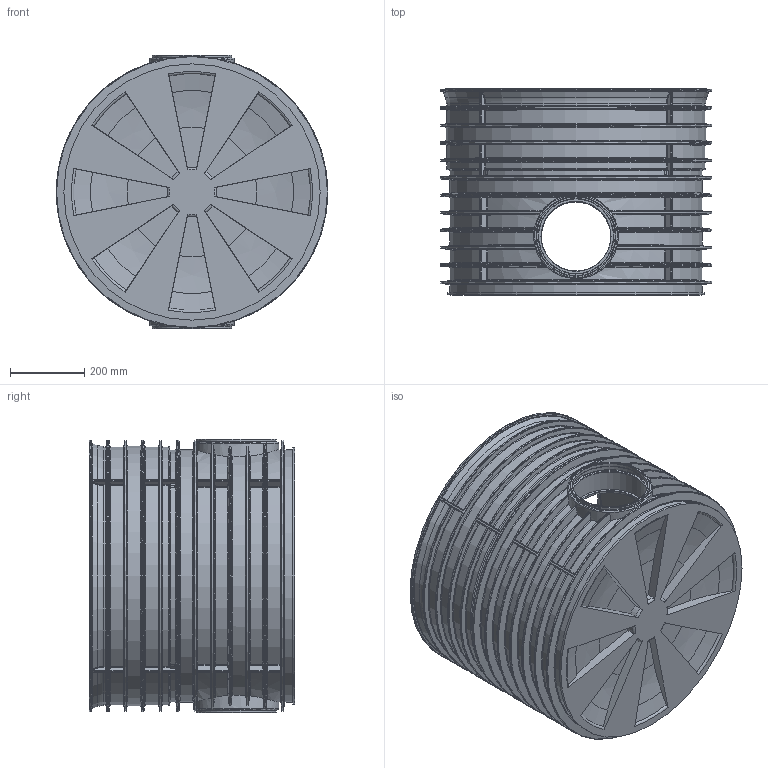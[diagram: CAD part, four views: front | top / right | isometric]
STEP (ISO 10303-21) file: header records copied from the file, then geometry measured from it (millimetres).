
FILE_DESCRIPTION(/* description */ (''),/* implementation_level */ '2;1');
FILE_NAME(/* name */ '661020z.stp',/* time_stamp */ '2024-11-14T09:44:13+01:00',/* author */ ('corinna'),/* organization */ (''),/* preprocessor_version */ 'ST-DEVELOPER v20',/* originating_system */ 'Autodesk Inventor 2024',/* authorisation */ '');
FILE_SCHEMA (('AUTOMOTIVE_DESIGN { 1 0 10303 214 3 1 1 }'));
Length unit declared in the file: millimetre
Products named in the file (3): 661020z; 661020 Schacht DN600 Boden; 661020 Schachtboden DN600 Grundkörper
Assembly tree (2 placements, depth 2):
  661020z
    661020 Schacht DN600 Boden
    661020 Schachtboden DN600 Grundkörper
Bounding box: 731 x 554.5 x 736 mm (x, y, z)
Volume: 25151583.8 mm3; surface area: 5458106.5 mm2
Topology: 2 solids, 2 shells, 1319 faces, 3308 edges, 1884 vertices
Faces by surface type: bspline 473, cylinder 233, torus 229, plane 142, sphere 128, cone 114
Full cylindrical faces by diameter (mm): 120 x1, 185 x1, 186.7 x1, 200 x1, 201.5 x4, 213.5 x2, 216 x2, 640 x1, 650 x1, 666 x2, 681 x2, 685 x1, 690 x1, 700 x1, 731 x4
Entity records: 54571 total; most frequent: CARTESIAN_POINT 26650, ORIENTED_EDGE 6352, DIRECTION 5102, EDGE_CURVE 3176, AXIS2_PLACEMENT_3D 2308, VERTEX_POINT 1884, CIRCLE 1445, EDGE_LOOP 1354
